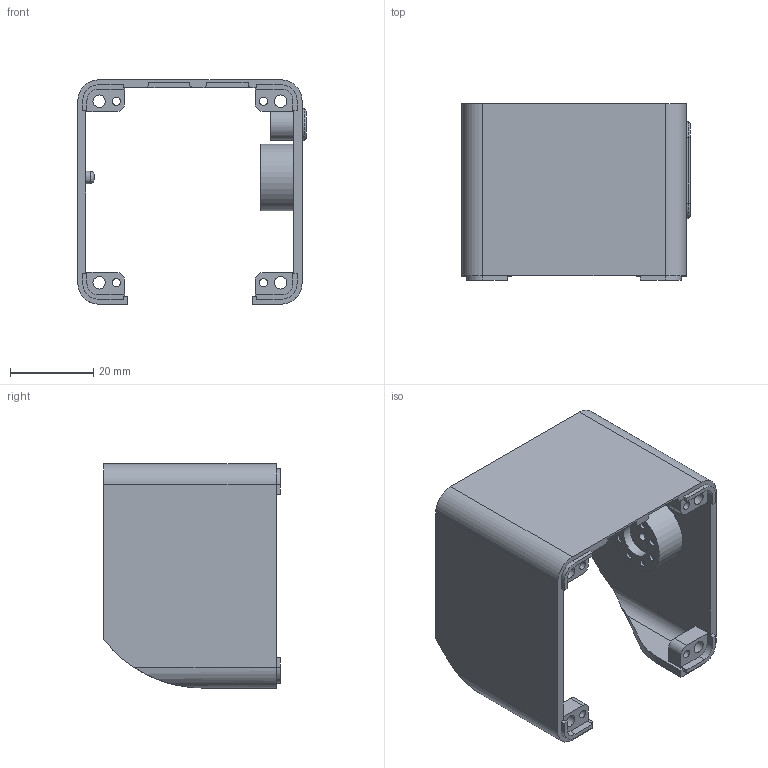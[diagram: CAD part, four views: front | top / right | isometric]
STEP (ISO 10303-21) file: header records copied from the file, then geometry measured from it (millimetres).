
FILE_DESCRIPTION(/* description */ (''),/* implementation_level */ '2;1');
FILE_NAME(/* name */ 'shell2 v17.step',/* time_stamp */ '2021-11-01T02:12:49+09:00',/* author */ (''),/* organization */ (''),/* preprocessor_version */ 'ST-DEVELOPER v18.1',/* originating_system */ 'Autodesk Translation Framework v10.10.0.1391',/* authorisation */ '');
FILE_SCHEMA (('AUTOMOTIVE_DESIGN { 1 0 10303 214 3 1 1 }'));
Length unit declared in the file: millimetre
Products named in the file (1): shell2
Bounding box: 55 x 42.5 x 54 mm (x, y, z)
Volume: 15325.5 mm3; surface area: 15985.7 mm2
Topology: 1 solids, 1 shells, 395 faces, 1076 edges, 715 vertices
Faces by surface type: plane 170, bspline 162, cylinder 60, cone 3
Full cylindrical faces by diameter (mm): 1.7 x8, 2 x5, 3 x5, 4.4 x1, 4.8 x3, 5.5 x6, 8.2 x1, 16 x1
Entity records: 14202 total; most frequent: CARTESIAN_POINT 5142, ORIENTED_EDGE 2152, DIRECTION 1336, EDGE_CURVE 1076, VERTEX_POINT 715, LINE 626, VECTOR 626, EDGE_LOOP 451
